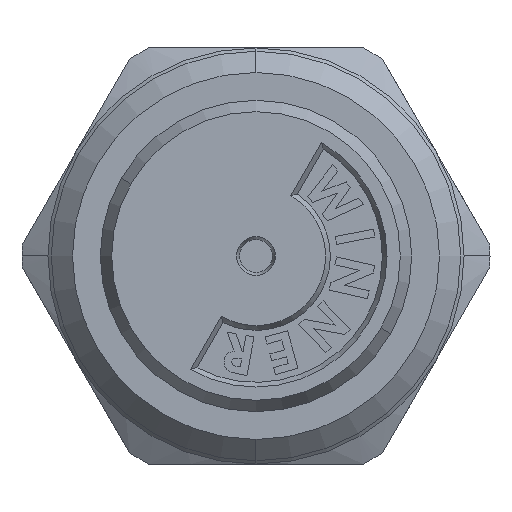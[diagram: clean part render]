
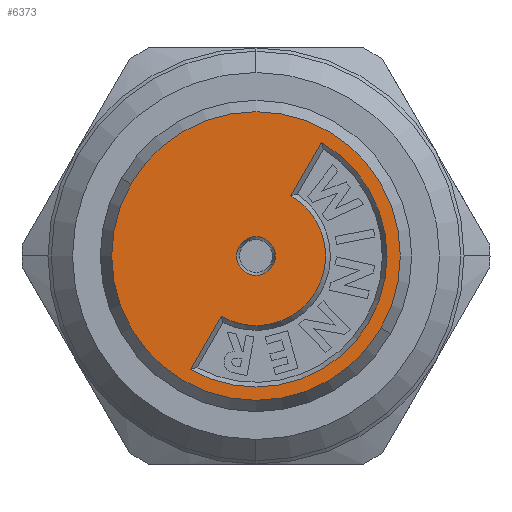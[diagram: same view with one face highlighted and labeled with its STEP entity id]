
A CAD part, left-side view. The second image highlights one B-rep face of the part: STEP entity #6373.
In plain terms, the highlighted planar face has unit normal (-1, 0, 0).
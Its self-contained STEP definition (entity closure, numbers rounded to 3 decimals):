
#68 = CARTESIAN_POINT ( 'NONE',  ( -80.1, 0., 0. ) ) ;
#186 = AXIS2_PLACEMENT_3D ( 'NONE', #701, #1540, #766 ) ;
#352 = DIRECTION ( 'NONE',  ( -1., 0., 0. ) ) ;
#406 = EDGE_CURVE ( 'NONE', #5946, #1675, #8443, .T. ) ;
#549 = DIRECTION ( 'NONE',  ( 1., 0., 0. ) ) ;
#701 = CARTESIAN_POINT ( 'NONE',  ( -80.1, 0., 0. ) ) ;
#766 = DIRECTION ( 'NONE',  ( 0., -0.866, -0.5 ) ) ;
#1169 = ORIENTED_EDGE ( 'NONE', *, *, #7422, .F. ) ;
#1180 = DIRECTION ( 'NONE',  ( 0., 0.866, 0.5 ) ) ;
#1247 = CARTESIAN_POINT ( 'NONE',  ( -80.1, -4., 6.928 ) ) ;
#1475 = EDGE_CURVE ( 'NONE', #4259, #5946, #5803, .T. ) ;
#1540 = DIRECTION ( 'NONE',  ( 1., 0., 0. ) ) ;
#1675 = VERTEX_POINT ( 'NONE', #1247 ) ;
#1749 = DIRECTION ( 'NONE',  ( 0., -0.866, -0.5 ) ) ;
#1811 = DIRECTION ( 'NONE',  ( 0., 0.866, 0.5 ) ) ;
#1827 = FACE_BOUND ( 'NONE', #5586, .T. ) ;
#1983 = VERTEX_POINT ( 'NONE', #5770 ) ;
#1992 = CARTESIAN_POINT ( 'NONE',  ( -80.1, 1.024, 0.591 ) ) ;
#2476 = VERTEX_POINT ( 'NONE', #4383 ) ;
#2493 = CARTESIAN_POINT ( 'NONE',  ( -80.1, 0., 0. ) ) ;
#2732 = DIRECTION ( 'NONE',  ( 0., 0.5, -0.866 ) ) ;
#2935 = CIRCLE ( 'NONE', #186, 8.807 ) ;
#2982 = CARTESIAN_POINT ( 'NONE',  ( -80.1, 2.125, -3.681 ) ) ;
#3030 = ORIENTED_EDGE ( 'NONE', *, *, #4778, .F. ) ;
#3078 = VECTOR ( 'NONE', #2732, 1000. ) ;
#3220 = VECTOR ( 'NONE', #10117, 1000. ) ;
#3244 = ORIENTED_EDGE ( 'NONE', *, *, #8850, .F. ) ;
#3301 = CARTESIAN_POINT ( 'NONE',  ( -80.1, 2.125, -3.681 ) ) ;
#3332 = DIRECTION ( 'NONE',  ( -1., 0., 0. ) ) ;
#3479 = ORIENTED_EDGE ( 'NONE', *, *, #7880, .F. ) ;
#3798 = CIRCLE ( 'NONE', #4009, 1.182 ) ;
#3805 = FACE_BOUND ( 'NONE', #5872, .T. ) ;
#3911 = CARTESIAN_POINT ( 'NONE',  ( -80.1, 7.627, 4.404 ) ) ;
#3982 = CIRCLE ( 'NONE', #9659, 1.182 ) ;
#4009 = AXIS2_PLACEMENT_3D ( 'NONE', #8004, #5555, #7196 ) ;
#4014 = DIRECTION ( 'NONE',  ( -1., 0., 0. ) ) ;
#4259 = VERTEX_POINT ( 'NONE', #3301 ) ;
#4291 = CARTESIAN_POINT ( 'NONE',  ( -80.1, -2.125, 3.681 ) ) ;
#4383 = CARTESIAN_POINT ( 'NONE',  ( -80.1, -7.627, -4.404 ) ) ;
#4576 = CARTESIAN_POINT ( 'NONE',  ( -80.1, 0., 0. ) ) ;
#4778 = EDGE_CURVE ( 'NONE', #8791, #4259, #8029, .T. ) ;
#5063 = PLANE ( 'NONE',  #9605 ) ;
#5250 = EDGE_LOOP ( 'NONE', ( #1169, #3479 ) ) ;
#5533 = EDGE_CURVE ( 'NONE', #1675, #8791, #6037, .T. ) ;
#5555 = DIRECTION ( 'NONE',  ( -1., 0., 0. ) ) ;
#5586 = EDGE_LOOP ( 'NONE', ( #3030, #9958, #9533, #9315 ) ) ;
#5770 = CARTESIAN_POINT ( 'NONE',  ( -80.1, -1.024, -0.591 ) ) ;
#5803 = LINE ( 'NONE', #2982, #3220 ) ;
#5872 = EDGE_LOOP ( 'NONE', ( #8627, #3244 ) ) ;
#5895 = FACE_OUTER_BOUND ( 'NONE', #5250, .T. ) ;
#5946 = VERTEX_POINT ( 'NONE', #7099 ) ;
#6037 = LINE ( 'NONE', #4291, #3078 ) ;
#6373 = ADVANCED_FACE ( 'NONE', ( #5895, #1827, #3805 ), #5063, .T. ) ;
#6665 = CARTESIAN_POINT ( 'NONE',  ( -80.1, 0., 0. ) ) ;
#6794 = EDGE_CURVE ( 'NONE', #9064, #1983, #3798, .T. ) ;
#6851 = VERTEX_POINT ( 'NONE', #3911 ) ;
#7099 = CARTESIAN_POINT ( 'NONE',  ( -80.1, 4., -6.928 ) ) ;
#7196 = DIRECTION ( 'NONE',  ( 0., 0.866, 0.5 ) ) ;
#7422 = EDGE_CURVE ( 'NONE', #2476, #6851, #9973, .T. ) ;
#7880 = EDGE_CURVE ( 'NONE', #6851, #2476, #2935, .T. ) ;
#8004 = CARTESIAN_POINT ( 'NONE',  ( -80.1, 0., 0. ) ) ;
#8016 = DIRECTION ( 'NONE',  ( 0., 0.866, 0.5 ) ) ;
#8029 = CIRCLE ( 'NONE', #9711, 4.25 ) ;
#8095 = CARTESIAN_POINT ( 'NONE',  ( -80.1, 0., 0. ) ) ;
#8315 = AXIS2_PLACEMENT_3D ( 'NONE', #2493, #4014, #8016 ) ;
#8443 = CIRCLE ( 'NONE', #8315, 8. ) ;
#8627 = ORIENTED_EDGE ( 'NONE', *, *, #6794, .F. ) ;
#8721 = DIRECTION ( 'NONE',  ( 1., 0., 0. ) ) ;
#8791 = VERTEX_POINT ( 'NONE', #10029 ) ;
#8850 = EDGE_CURVE ( 'NONE', #1983, #9064, #3982, .T. ) ;
#9064 = VERTEX_POINT ( 'NONE', #1992 ) ;
#9315 = ORIENTED_EDGE ( 'NONE', *, *, #1475, .F. ) ;
#9533 = ORIENTED_EDGE ( 'NONE', *, *, #406, .F. ) ;
#9605 = AXIS2_PLACEMENT_3D ( 'NONE', #6665, #352, #1180 ) ;
#9659 = AXIS2_PLACEMENT_3D ( 'NONE', #8095, #3332, #1811 ) ;
#9711 = AXIS2_PLACEMENT_3D ( 'NONE', #4576, #549, #10236 ) ;
#9958 = ORIENTED_EDGE ( 'NONE', *, *, #5533, .F. ) ;
#9973 = CIRCLE ( 'NONE', #10056, 8.807 ) ;
#10029 = CARTESIAN_POINT ( 'NONE',  ( -80.1, -2.125, 3.681 ) ) ;
#10056 = AXIS2_PLACEMENT_3D ( 'NONE', #68, #8721, #1749 ) ;
#10117 = DIRECTION ( 'NONE',  ( 0., 0.5, -0.866 ) ) ;
#10236 = DIRECTION ( 'NONE',  ( 0., 0.866, 0.5 ) ) ;
